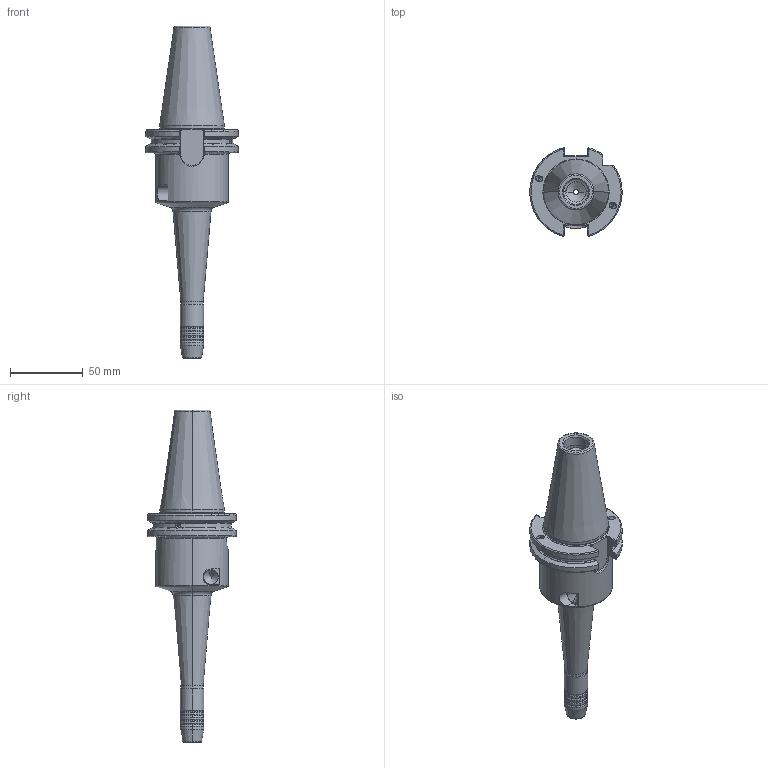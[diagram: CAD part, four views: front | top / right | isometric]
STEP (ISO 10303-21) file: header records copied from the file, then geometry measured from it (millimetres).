
FILE_DESCRIPTION (( 'STEP AP214' ), '1' );
FILE_NAME ('77.402.006SL x160 K.STEP', '2022-04-22T08:58:28', ( '' ), ( '' ), 'SwSTEP 2.0', 'SolidWorks 2018', '' );
FILE_SCHEMA (( 'AUTOMOTIVE_DESIGN' ));
Length unit declared in the file: millimetre
Products named in the file (1): 77.402.006SL x160 K
Bounding box: 63.5 x 61.28 x 228.25 mm (x, y, z)
Volume: 196806.1 mm3; surface area: 34155.6 mm2
Topology: 1 solids, 1 shells, 238 faces, 583 edges, 345 vertices
Faces by surface type: cylinder 69, torus 54, cone 53, plane 45, bspline 17
Entity records: 9661 total; most frequent: CARTESIAN_POINT 3841, ORIENTED_EDGE 1162, DIRECTION 1119, EDGE_CURVE 581, AXIS2_PLACEMENT_3D 469, VERTEX_POINT 345, EDGE_LOOP 248, CIRCLE 247
